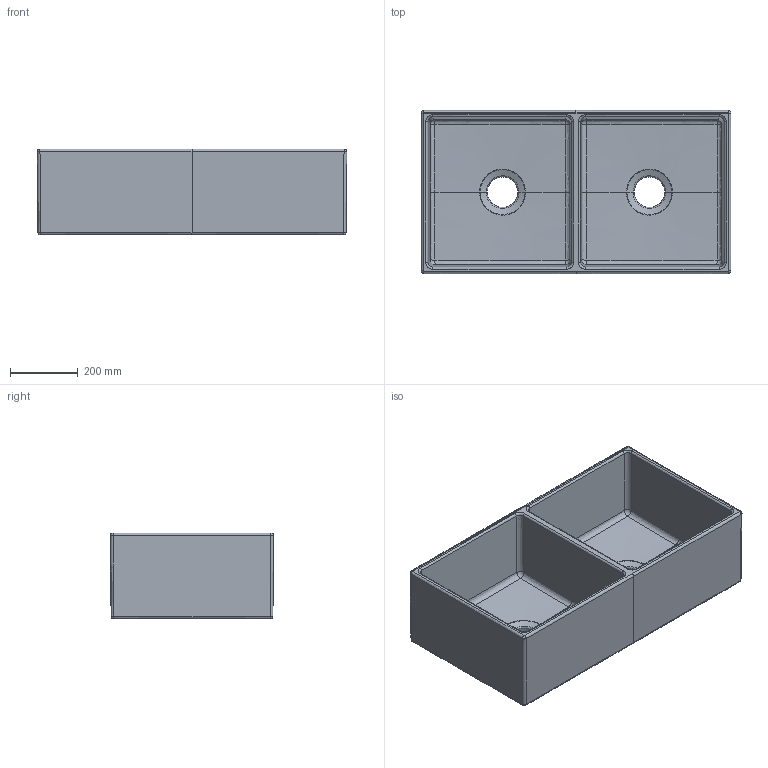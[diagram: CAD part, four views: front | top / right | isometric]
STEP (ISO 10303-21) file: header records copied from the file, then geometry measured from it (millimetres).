
FILE_DESCRIPTION(/* description */ (''),/* implementation_level */ '2;1');
FILE_NAME(/* name */ '1350 36x19x10 cift goz AF Flat rim.stp',/* time_stamp */ '2016-10-19T09:04:03+03:00',/* author */ (''),/* organization */ (''),/* preprocessor_version */ 'ST-DEVELOPER v16',/* originating_system */ 'SIEMENS PLM Software NX 10.0',/* authorisation */ '');
FILE_SCHEMA (('AP203_CONFIGURATION_CONTROLLED_3D_DESIGN_OF_MECHANICAL_PARTS_AND_ASSEMBLIES_MIM_LF { 1 0 10303 403 2 1 2}'));
Length unit declared in the file: millimetre
Products named in the file (1): Cosk54B82AA890oh
Bounding box: 914.68 x 482.47 x 254 mm (x, y, z)
Volume: 24932123.4 mm3; surface area: 2294673.7 mm2
Topology: 1 solids, 1 shells, 439 faces, 996 edges, 560 vertices
Faces by surface type: bspline 306, cylinder 72, plane 53, sphere 8
Full cylindrical faces by diameter (mm): 90 x2
Entity records: 24669 total; most frequent: CARTESIAN_POINT 16858, ORIENTED_EDGE 1968, DIRECTION 1083, EDGE_CURVE 984, VERTEX_POINT 558, B_SPLINE_CURVE_WITH_KNOTS 503, AXIS2_PLACEMENT_3D 468, EDGE_LOOP 454
